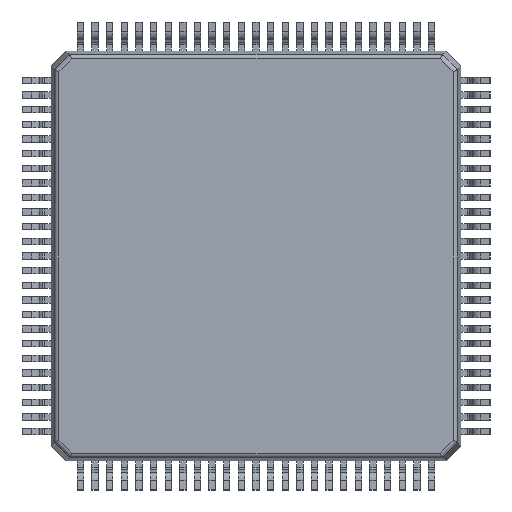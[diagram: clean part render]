
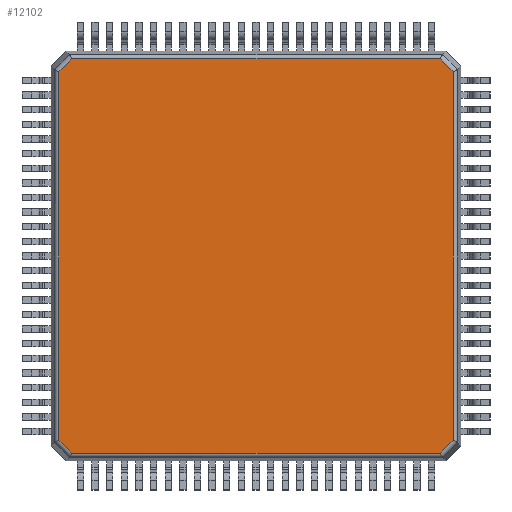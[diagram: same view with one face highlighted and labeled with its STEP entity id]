
A CAD part, front view. The second image highlights one B-rep face of the part: STEP entity #12102.
In plain terms, the highlighted planar face has unit normal (0, -1, 0).
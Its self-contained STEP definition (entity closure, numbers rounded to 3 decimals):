
#2143 = VERTEX_POINT ( 'NONE', #2631 ) ;
#2209 = LINE ( 'NONE', #2935, #17335 ) ;
#2479 = VERTEX_POINT ( 'NONE', #32131 ) ;
#2491 = VERTEX_POINT ( 'NONE', #24688 ) ;
#2631 = CARTESIAN_POINT ( 'NONE',  ( -6.297, 0.15, -6.74 ) ) ;
#2935 = CARTESIAN_POINT ( 'NONE',  ( -6.518, 0.15, -6.518 ) ) ;
#3496 = ORIENTED_EDGE ( 'NONE', *, *, #39092, .T. ) ;
#3527 = DIRECTION ( 'NONE',  ( 0.707, 0., -0.707 ) ) ;
#3755 = LINE ( 'NONE', #27525, #20130 ) ;
#3855 = VERTEX_POINT ( 'NONE', #21666 ) ;
#8662 = CARTESIAN_POINT ( 'NONE',  ( -6.74, 0.15, 6.297 ) ) ;
#8701 = ORIENTED_EDGE ( 'NONE', *, *, #43987, .T. ) ;
#9100 = CARTESIAN_POINT ( 'NONE',  ( 6.74, 0.15, 6.297 ) ) ;
#9123 = EDGE_CURVE ( 'NONE', #41028, #35076, #27851, .T. ) ;
#9850 = DIRECTION ( 'NONE',  ( -0.707, 0., -0.707 ) ) ;
#9902 = LINE ( 'NONE', #44084, #25933 ) ;
#10216 = EDGE_CURVE ( 'NONE', #2491, #13834, #3755, .T. ) ;
#11572 = EDGE_CURVE ( 'NONE', #13397, #2479, #27524, .T. ) ;
#12102 = ADVANCED_FACE ( 'NONE', ( #45156 ), #23698, .T. ) ;
#12381 = ORIENTED_EDGE ( 'NONE', *, *, #11572, .T. ) ;
#13397 = VERTEX_POINT ( 'NONE', #8662 ) ;
#13834 = VERTEX_POINT ( 'NONE', #42364 ) ;
#15889 = CARTESIAN_POINT ( 'NONE',  ( 0., 0.15, 0. ) ) ;
#15942 = ORIENTED_EDGE ( 'NONE', *, *, #32998, .T. ) ;
#17102 = DIRECTION ( 'NONE',  ( -1., 0., 0. ) ) ;
#17209 = CARTESIAN_POINT ( 'NONE',  ( -6.74, 0.15, -6.351 ) ) ;
#17335 = VECTOR ( 'NONE', #3527, 1000. ) ;
#20130 = VECTOR ( 'NONE', #17102, 1000. ) ;
#20626 = DIRECTION ( 'NONE',  ( 0., 0., -1. ) ) ;
#21666 = CARTESIAN_POINT ( 'NONE',  ( 6.297, 0.15, -6.74 ) ) ;
#23192 = VECTOR ( 'NONE', #37234, 1000. ) ;
#23228 = CARTESIAN_POINT ( 'NONE',  ( 6.518, 0.15, -6.518 ) ) ;
#23456 = AXIS2_PLACEMENT_3D ( 'NONE', #15889, #44516, #44206 ) ;
#23698 = PLANE ( 'NONE',  #23456 ) ;
#24688 = CARTESIAN_POINT ( 'NONE',  ( 6.297, 0.15, 6.74 ) ) ;
#25135 = CARTESIAN_POINT ( 'NONE',  ( 6.351, 0.15, -6.74 ) ) ;
#25933 = VECTOR ( 'NONE', #9850, 1000. ) ;
#27082 = ORIENTED_EDGE ( 'NONE', *, *, #10216, .T. ) ;
#27088 = VECTOR ( 'NONE', #41791, 1000. ) ;
#27147 = CARTESIAN_POINT ( 'NONE',  ( 6.74, 0.15, 6.351 ) ) ;
#27300 = LINE ( 'NONE', #39055, #27372 ) ;
#27372 = VECTOR ( 'NONE', #42592, 1000. ) ;
#27524 = LINE ( 'NONE', #17209, #27992 ) ;
#27525 = CARTESIAN_POINT ( 'NONE',  ( -6.351, 0.15, 6.74 ) ) ;
#27755 = LINE ( 'NONE', #25135, #28213 ) ;
#27851 = LINE ( 'NONE', #27147, #27088 ) ;
#27992 = VECTOR ( 'NONE', #20626, 1000. ) ;
#28213 = VECTOR ( 'NONE', #39482, 1000. ) ;
#30545 = EDGE_CURVE ( 'NONE', #35076, #2491, #27300, .T. ) ;
#32131 = CARTESIAN_POINT ( 'NONE',  ( -6.74, 0.15, -6.297 ) ) ;
#32998 = EDGE_CURVE ( 'NONE', #2143, #3855, #27755, .T. ) ;
#34340 = ORIENTED_EDGE ( 'NONE', *, *, #35300, .T. ) ;
#35076 = VERTEX_POINT ( 'NONE', #9100 ) ;
#35300 = EDGE_CURVE ( 'NONE', #3855, #41028, #38242, .T. ) ;
#35534 = CARTESIAN_POINT ( 'NONE',  ( 6.74, 0.15, -6.297 ) ) ;
#37234 = DIRECTION ( 'NONE',  ( 0.707, 0., 0.707 ) ) ;
#37747 = EDGE_LOOP ( 'NONE', ( #27082, #8701, #12381, #3496, #15942, #34340, #39133, #45258 ) ) ;
#38242 = LINE ( 'NONE', #23228, #23192 ) ;
#39055 = CARTESIAN_POINT ( 'NONE',  ( 6.518, 0.15, 6.518 ) ) ;
#39092 = EDGE_CURVE ( 'NONE', #2479, #2143, #2209, .T. ) ;
#39133 = ORIENTED_EDGE ( 'NONE', *, *, #9123, .T. ) ;
#39482 = DIRECTION ( 'NONE',  ( 1., 0., 0. ) ) ;
#41028 = VERTEX_POINT ( 'NONE', #35534 ) ;
#41791 = DIRECTION ( 'NONE',  ( 0., 0., 1. ) ) ;
#42364 = CARTESIAN_POINT ( 'NONE',  ( -6.297, 0.15, 6.74 ) ) ;
#42592 = DIRECTION ( 'NONE',  ( -0.707, 0., 0.707 ) ) ;
#43987 = EDGE_CURVE ( 'NONE', #13834, #13397, #9902, .T. ) ;
#44084 = CARTESIAN_POINT ( 'NONE',  ( -6.518, 0.15, 6.518 ) ) ;
#44206 = DIRECTION ( 'NONE',  ( 0., 0., -1. ) ) ;
#44516 = DIRECTION ( 'NONE',  ( 0., -1., 0. ) ) ;
#45156 = FACE_OUTER_BOUND ( 'NONE', #37747, .T. ) ;
#45258 = ORIENTED_EDGE ( 'NONE', *, *, #30545, .T. ) ;
